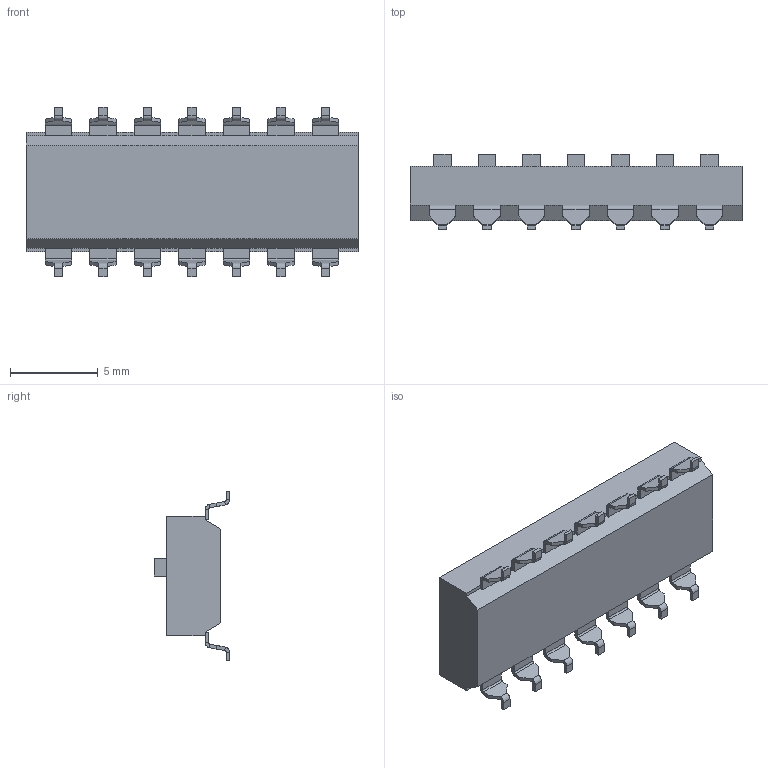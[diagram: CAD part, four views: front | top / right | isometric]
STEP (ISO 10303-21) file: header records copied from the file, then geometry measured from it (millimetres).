
FILE_DESCRIPTION (( 'STEP AP214' ), '1' );
FILE_NAME ('KLS7-KL-07.STEP', '2024-01-31T14:16:12', ( '' ), ( '' ), 'SwSTEP 2.0', 'SolidWorks 2023', '' );
FILE_SCHEMA (( 'AUTOMOTIVE_DESIGN' ));
Length unit declared in the file: millimetre
Products named in the file (1): KLS7-KL-07
Bounding box: 18.94 x 4.3 x 9.69 mm (x, y, z)
Volume: 386.3 mm3; surface area: 565.3 mm2
Topology: 15 solids, 15 shells, 479 faces, 1088 edges, 646 vertices
Faces by surface type: plane 423, cylinder 56
Entity records: 18348 total; most frequent: CARTESIAN_POINT 2214, ORIENTED_EDGE 2176, DIRECTION 2160, EDGE_CURVE 1088, VECTOR 976, LINE 976, VERTEX_POINT 646, AXIS2_PLACEMENT_3D 592
